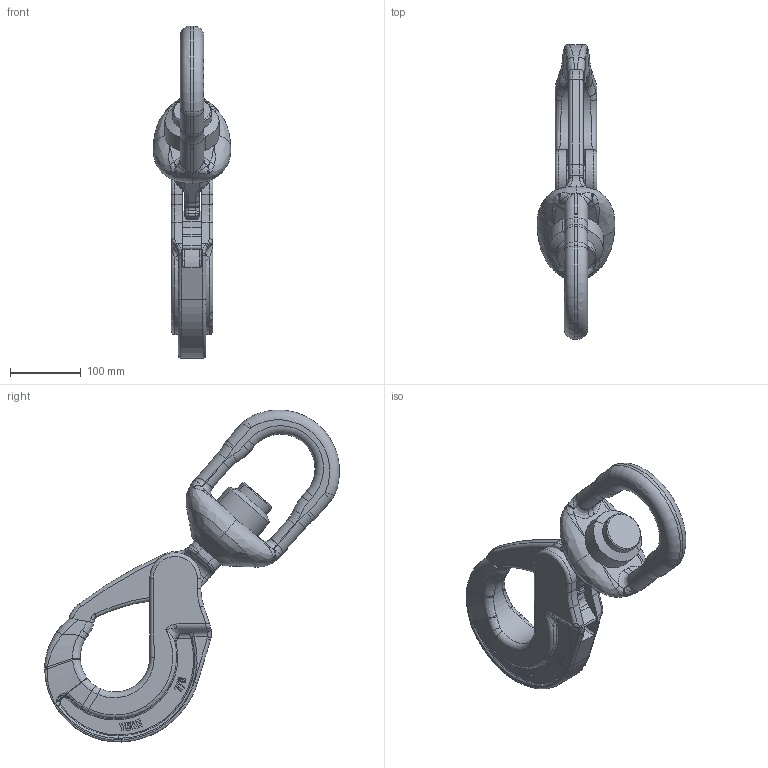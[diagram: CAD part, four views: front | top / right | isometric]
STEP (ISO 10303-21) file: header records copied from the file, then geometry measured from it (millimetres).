
FILE_DESCRIPTION(('CATIA V5 STEP Exchange'),'2;1');
FILE_NAME('8-027-22 & X-027-22.stp','2014-05-27T02:38:00+00:00',('none'),('none'),'CATIA Version 5 Release 21 GA (IN-10)','CATIA V5 STEP AP214','none');
FILE_SCHEMA(('AUTOMOTIVE_DESIGN { 1 0 10303 214 1 1 1 1 }'));
Length unit declared in the file: millimetre
Products named in the file (1): 8-027-22 & X-027-22
Bounding box: 110.29 x 417.86 x 470.49 mm (x, y, z)
Volume: 2636846.3 mm3; surface area: 247099.6 mm2
Topology: 1 solids, 1 shells, 994 faces, 2644 edges, 1646 vertices
Faces by surface type: plane 547, bspline 258, cylinder 105, torus 78, cone 4, extrusion 2
Entity records: 49134 total; most frequent: CARTESIAN_POINT 27979, ORIENTED_EDGE 5256, DIRECTION 2849, EDGE_CURVE 2628, VERTEX_POINT 1646, VECTOR 1179, LINE 1177, B_SPLINE_CURVE_WITH_KNOTS 1173
